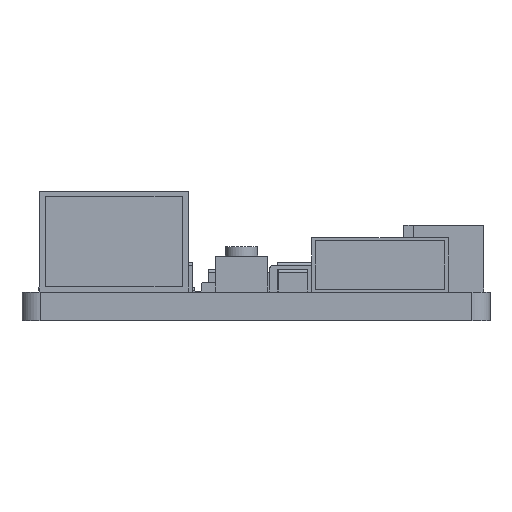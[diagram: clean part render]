
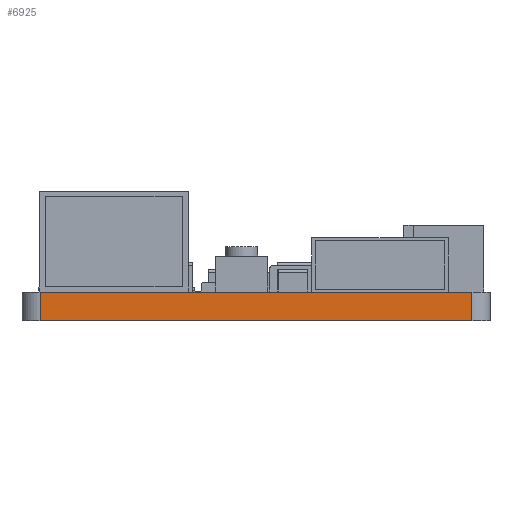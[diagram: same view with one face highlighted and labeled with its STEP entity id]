
A CAD part, front view. The second image highlights one B-rep face of the part: STEP entity #6925.
In plain terms, the highlighted planar face has unit normal (0, -1, 0).
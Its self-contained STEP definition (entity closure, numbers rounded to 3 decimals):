
#498=FACE_OUTER_BOUND('',#945,.T.);
#945=EDGE_LOOP('',(#4792,#4793,#4794,#4795));
#1448=LINE('',#10267,#2231);
#1453=LINE('',#10319,#2236);
#1455=LINE('',#10325,#2238);
#1456=LINE('',#10326,#2239);
#2231=VECTOR('',#8178,10.);
#2236=VECTOR('',#8231,10.);
#2238=VECTOR('',#8237,10.);
#2239=VECTOR('',#8238,10.);
#2989=VERTEX_POINT('',#10264);
#2990=VERTEX_POINT('',#10266);
#3013=VERTEX_POINT('',#10318);
#3015=VERTEX_POINT('',#10324);
#3680=EDGE_CURVE('',#2989,#2990,#1448,.T.);
#3706=EDGE_CURVE('',#2990,#3013,#1453,.T.);
#3709=EDGE_CURVE('',#3015,#2989,#1455,.T.);
#3710=EDGE_CURVE('',#3015,#3013,#1456,.T.);
#4792=ORIENTED_EDGE('',*,*,#3706,.F.);
#4793=ORIENTED_EDGE('',*,*,#3680,.F.);
#4794=ORIENTED_EDGE('',*,*,#3709,.F.);
#4795=ORIENTED_EDGE('',*,*,#3710,.T.);
#6599=PLANE('',#7439);
#6925=ADVANCED_FACE('',(#498),#6599,.T.);
#7439=AXIS2_PLACEMENT_3D('',#10323,#8235,#8236);
#8178=DIRECTION('',(-1.,0.,0.));
#8231=DIRECTION('',(0.,0.,1.));
#8235=DIRECTION('center_axis',(0.,-1.,0.));
#8236=DIRECTION('ref_axis',(-1.,0.,0.));
#8237=DIRECTION('',(0.,0.,-1.));
#8238=DIRECTION('',(-1.,0.,0.));
#10264=CARTESIAN_POINT('',(11.218,-24.342,-1.6));
#10266=CARTESIAN_POINT('',(-12.753,-24.342,-1.6));
#10267=CARTESIAN_POINT('',(12.218,-24.342,-1.6));
#10318=CARTESIAN_POINT('',(-12.753,-24.342,0.));
#10319=CARTESIAN_POINT('',(-12.753,-24.342,0.));
#10323=CARTESIAN_POINT('Origin',(12.218,-24.342,0.));
#10324=CARTESIAN_POINT('',(11.218,-24.342,0.));
#10325=CARTESIAN_POINT('',(11.218,-24.342,0.));
#10326=CARTESIAN_POINT('',(12.218,-24.342,0.));
